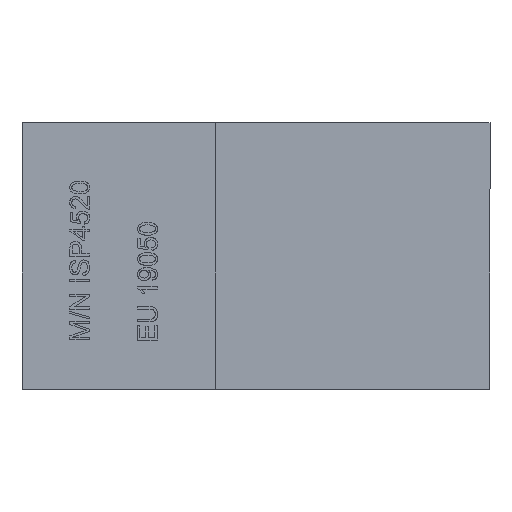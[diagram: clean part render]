
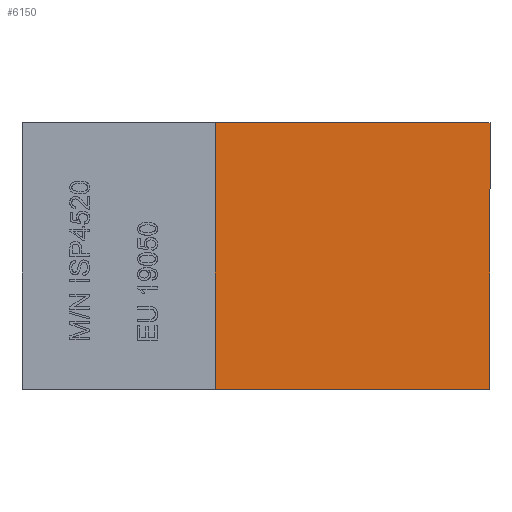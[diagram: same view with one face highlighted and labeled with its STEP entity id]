
A CAD part, top view. The second image highlights one B-rep face of the part: STEP entity #6150.
In plain terms, the highlighted planar face has unit normal (0, 0, 1).
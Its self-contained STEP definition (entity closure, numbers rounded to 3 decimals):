
#976=FACE_OUTER_BOUND('',#1329,.T.);
#1329=EDGE_LOOP('',(#5682,#5683,#5684,#5685));
#1834=LINE('',#12303,#2347);
#1839=LINE('',#12313,#2352);
#1841=LINE('',#12317,#2354);
#1843=LINE('',#12320,#2356);
#2347=VECTOR('',#7081,10.);
#2352=VECTOR('',#7090,10.);
#2354=VECTOR('',#7094,10.);
#2356=VECTOR('',#7098,10.);
#2957=VERTEX_POINT('',#12300);
#2958=VERTEX_POINT('',#12302);
#2961=VERTEX_POINT('',#12312);
#2962=VERTEX_POINT('',#12316);
#3862=EDGE_CURVE('',#2958,#2957,#1834,.T.);
#3867=EDGE_CURVE('',#2961,#2958,#1839,.T.);
#3869=EDGE_CURVE('',#2962,#2961,#1841,.T.);
#3871=EDGE_CURVE('',#2962,#2957,#1843,.T.);
#5682=ORIENTED_EDGE('',*,*,#3862,.T.);
#5683=ORIENTED_EDGE('',*,*,#3871,.F.);
#5684=ORIENTED_EDGE('',*,*,#3869,.T.);
#5685=ORIENTED_EDGE('',*,*,#3867,.T.);
#5820=PLANE('',#6311);
#6150=ADVANCED_FACE('',(#976),#5820,.F.);
#6311=AXIS2_PLACEMENT_3D('',#12319,#7096,#7097);
#7081=DIRECTION('',(1.,0.,0.));
#7090=DIRECTION('',(0.,-1.,0.));
#7094=DIRECTION('',(-1.,0.,0.));
#7096=DIRECTION('center_axis',(0.,0.,-1.));
#7097=DIRECTION('ref_axis',(0.,-1.,0.));
#7098=DIRECTION('',(0.,-1.,0.));
#12300=CARTESIAN_POINT('',(9.8,7.1,1.7));
#12302=CARTESIAN_POINT('',(0.,7.1,1.7));
#12303=CARTESIAN_POINT('',(4.9,7.1,1.7));
#12312=CARTESIAN_POINT('',(0.,17.2,1.7));
#12313=CARTESIAN_POINT('',(0.,12.6,1.7));
#12316=CARTESIAN_POINT('',(9.8,17.2,1.7));
#12317=CARTESIAN_POINT('',(4.9,17.2,1.7));
#12319=CARTESIAN_POINT('Origin',(4.9,12.6,1.7));
#12320=CARTESIAN_POINT('',(9.8,12.6,1.7));
